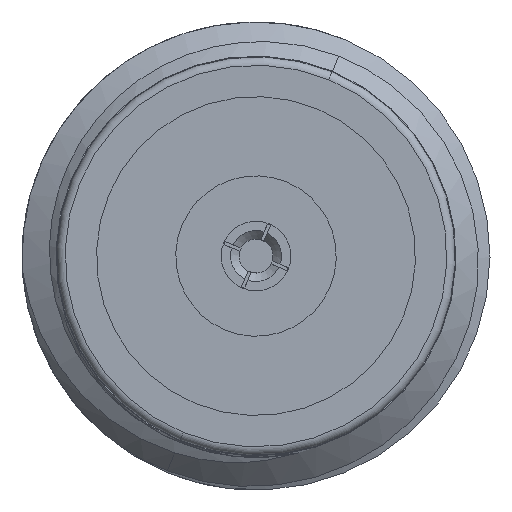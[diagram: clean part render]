
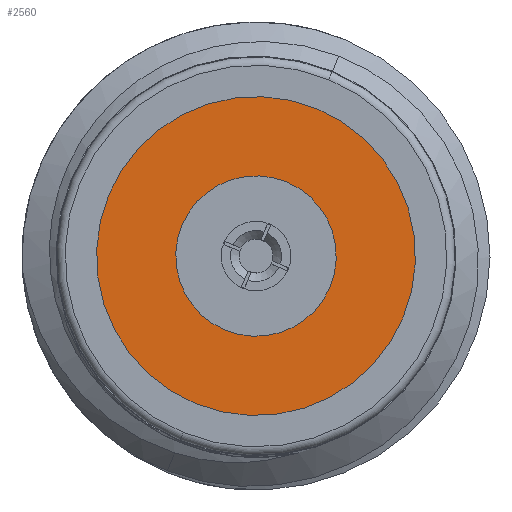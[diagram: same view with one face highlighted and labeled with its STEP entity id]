
A CAD part, left-side view. The second image highlights one B-rep face of the part: STEP entity #2560.
In plain terms, the highlighted planar face has unit normal (-1, 0, 0).
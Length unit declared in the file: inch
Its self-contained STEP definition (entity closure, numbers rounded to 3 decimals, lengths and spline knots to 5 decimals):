
#109 = VERTEX_POINT ( 'NONE', #153 ) ;
#123 = CARTESIAN_POINT ( 'NONE',  ( 0.11608, 0., 0. ) ) ;
#153 = CARTESIAN_POINT ( 'NONE',  ( 0.11608, 0.01804, -0.04366 ) ) ;
#430 = AXIS2_PLACEMENT_3D ( 'NONE', #2046, #7392, #6161 ) ;
#683 = DIRECTION ( 'NONE',  ( -1., 0., 0. ) ) ;
#896 = VERTEX_POINT ( 'NONE', #5671 ) ;
#932 = FACE_BOUND ( 'NONE', #2443, .T. ) ;
#1093 = ORIENTED_EDGE ( 'NONE', *, *, #2553, .T. ) ;
#1175 = CIRCLE ( 'NONE', #6356, 0.04724 ) ;
#1307 = DIRECTION ( 'NONE',  ( 0., -0.382, 0.924 ) ) ;
#1838 = VERTEX_POINT ( 'NONE', #7216 ) ;
#2018 = DIRECTION ( 'NONE',  ( 0., -0.382, 0.924 ) ) ;
#2046 = CARTESIAN_POINT ( 'NONE',  ( 0.11608, 0., 0. ) ) ;
#2281 = AXIS2_PLACEMENT_3D ( 'NONE', #123, #4848, #1307 ) ;
#2387 = CIRCLE ( 'NONE', #2281, 0.04724 ) ;
#2443 = EDGE_LOOP ( 'NONE', ( #7151, #2697 ) ) ;
#2553 = EDGE_CURVE ( 'NONE', #1838, #896, #3699, .T. ) ;
#2560 = ADVANCED_FACE ( 'NONE', ( #932, #7024 ), #3816, .T. ) ;
#2592 = CARTESIAN_POINT ( 'NONE',  ( 0.11608, 0., 0. ) ) ;
#2697 = ORIENTED_EDGE ( 'NONE', *, *, #7137, .F. ) ;
#2821 = EDGE_CURVE ( 'NONE', #896, #1838, #3882, .T. ) ;
#2833 = CARTESIAN_POINT ( 'NONE',  ( 0.11608, -0.01804, 0.04366 ) ) ;
#3092 = AXIS2_PLACEMENT_3D ( 'NONE', #6960, #5127, #6863 ) ;
#3699 = CIRCLE ( 'NONE', #5761, 0.0939 ) ;
#3729 = VERTEX_POINT ( 'NONE', #2833 ) ;
#3816 = PLANE ( 'NONE',  #430 ) ;
#3882 = CIRCLE ( 'NONE', #3092, 0.0939 ) ;
#3896 = DIRECTION ( 'NONE',  ( -1., 0., 0. ) ) ;
#4602 = ORIENTED_EDGE ( 'NONE', *, *, #2821, .T. ) ;
#4848 = DIRECTION ( 'NONE',  ( -1., 0., 0. ) ) ;
#5035 = EDGE_CURVE ( 'NONE', #3729, #109, #2387, .T. ) ;
#5127 = DIRECTION ( 'NONE',  ( -1., 0., 0. ) ) ;
#5382 = CARTESIAN_POINT ( 'NONE',  ( 0.11608, 0., 0. ) ) ;
#5671 = CARTESIAN_POINT ( 'NONE',  ( 0.11608, 0.03585, -0.08678 ) ) ;
#5761 = AXIS2_PLACEMENT_3D ( 'NONE', #2592, #3896, #2018 ) ;
#6161 = DIRECTION ( 'NONE',  ( 0., -0.382, 0.924 ) ) ;
#6196 = EDGE_LOOP ( 'NONE', ( #1093, #4602 ) ) ;
#6356 = AXIS2_PLACEMENT_3D ( 'NONE', #5382, #683, #6627 ) ;
#6627 = DIRECTION ( 'NONE',  ( 0., -0.382, 0.924 ) ) ;
#6863 = DIRECTION ( 'NONE',  ( 0., -0.382, 0.924 ) ) ;
#6960 = CARTESIAN_POINT ( 'NONE',  ( 0.11608, 0., 0. ) ) ;
#7024 = FACE_OUTER_BOUND ( 'NONE', #6196, .T. ) ;
#7137 = EDGE_CURVE ( 'NONE', #109, #3729, #1175, .T. ) ;
#7151 = ORIENTED_EDGE ( 'NONE', *, *, #5035, .F. ) ;
#7216 = CARTESIAN_POINT ( 'NONE',  ( 0.11608, -0.03585, 0.08678 ) ) ;
#7392 = DIRECTION ( 'NONE',  ( -1., 0., 0. ) ) ;
